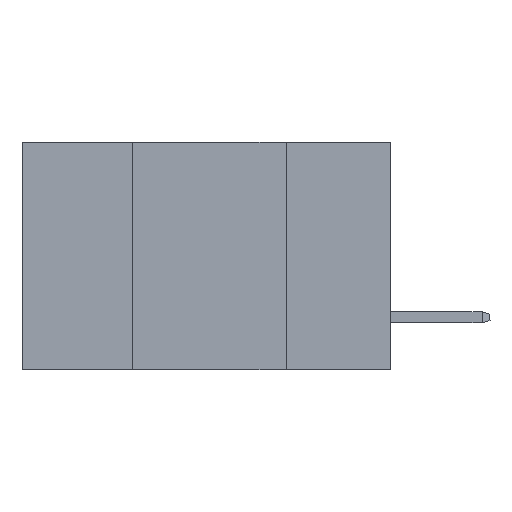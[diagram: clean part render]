
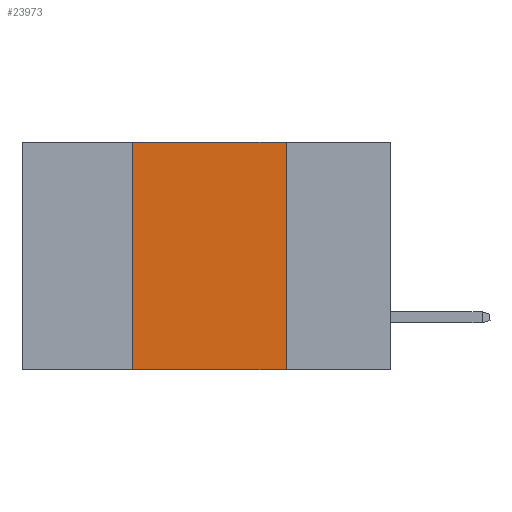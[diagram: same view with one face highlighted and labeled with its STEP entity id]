
A CAD part, left-side view. The second image highlights one B-rep face of the part: STEP entity #23973.
In plain terms, the highlighted planar face has unit normal (-1, 0, 0).
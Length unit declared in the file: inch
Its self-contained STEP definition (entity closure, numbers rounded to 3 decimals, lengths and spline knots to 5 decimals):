
#1634 = CARTESIAN_POINT ( 'NONE',  ( 0., 0.17, 0. ) ) ;
#2324 = CARTESIAN_POINT ( 'NONE',  ( 0., 0.17, 0. ) ) ;
#2653 = DIRECTION ( 'NONE',  ( 0., -1., 0. ) ) ;
#3433 = CARTESIAN_POINT ( 'NONE',  ( 0., 0.6, 0. ) ) ;
#3557 = DIRECTION ( 'NONE',  ( 0., -1., 0. ) ) ;
#4522 = EDGE_LOOP ( 'NONE', ( #16155, #23869, #9056, #31937 ) ) ;
#4543 = CARTESIAN_POINT ( 'NONE',  ( 0., 0.17, -0.37 ) ) ;
#5176 = CARTESIAN_POINT ( 'NONE',  ( 0., 0.42, -0.37 ) ) ;
#5437 = VECTOR ( 'NONE', #3557, 39.37008 ) ;
#5803 = VERTEX_POINT ( 'NONE', #4543 ) ;
#5988 = DIRECTION ( 'NONE',  ( 1., 0., 0. ) ) ;
#6118 = CARTESIAN_POINT ( 'NONE',  ( 0., 0.6, -0.37 ) ) ;
#9056 = ORIENTED_EDGE ( 'NONE', *, *, #19560, .F. ) ;
#9483 = FACE_OUTER_BOUND ( 'NONE', #4522, .T. ) ;
#9490 = VECTOR ( 'NONE', #29714, 39.37008 ) ;
#9764 = EDGE_CURVE ( 'NONE', #24398, #5803, #19062, .T. ) ;
#13519 = EDGE_CURVE ( 'NONE', #30500, #31033, #29552, .T. ) ;
#13594 = PLANE ( 'NONE',  #15367 ) ;
#15367 = AXIS2_PLACEMENT_3D ( 'NONE', #3433, #5988, #23857 ) ;
#16155 = ORIENTED_EDGE ( 'NONE', *, *, #31412, .F. ) ;
#16821 = VECTOR ( 'NONE', #2653, 39.37008 ) ;
#17965 = CARTESIAN_POINT ( 'NONE',  ( 0., 0.6, 0. ) ) ;
#19062 = LINE ( 'NONE', #6118, #5437 ) ;
#19374 = VECTOR ( 'NONE', #23242, 39.37008 ) ;
#19560 = EDGE_CURVE ( 'NONE', #24398, #30500, #32865, .T. ) ;
#20338 = CARTESIAN_POINT ( 'NONE',  ( 0., 0.42, 0. ) ) ;
#20698 = CARTESIAN_POINT ( 'NONE',  ( 0., 0.42, 0. ) ) ;
#23067 = LINE ( 'NONE', #1634, #9490 ) ;
#23242 = DIRECTION ( 'NONE',  ( 0., 0., 1. ) ) ;
#23857 = DIRECTION ( 'NONE',  ( 0., 0., -1. ) ) ;
#23869 = ORIENTED_EDGE ( 'NONE', *, *, #13519, .F. ) ;
#23973 = ADVANCED_FACE ( 'NONE', ( #9483 ), #13594, .F. ) ;
#24398 = VERTEX_POINT ( 'NONE', #5176 ) ;
#29552 = LINE ( 'NONE', #17965, #16821 ) ;
#29714 = DIRECTION ( 'NONE',  ( 0., 0., -1. ) ) ;
#30500 = VERTEX_POINT ( 'NONE', #20338 ) ;
#31033 = VERTEX_POINT ( 'NONE', #2324 ) ;
#31412 = EDGE_CURVE ( 'NONE', #31033, #5803, #23067, .T. ) ;
#31937 = ORIENTED_EDGE ( 'NONE', *, *, #9764, .T. ) ;
#32865 = LINE ( 'NONE', #20698, #19374 ) ;
